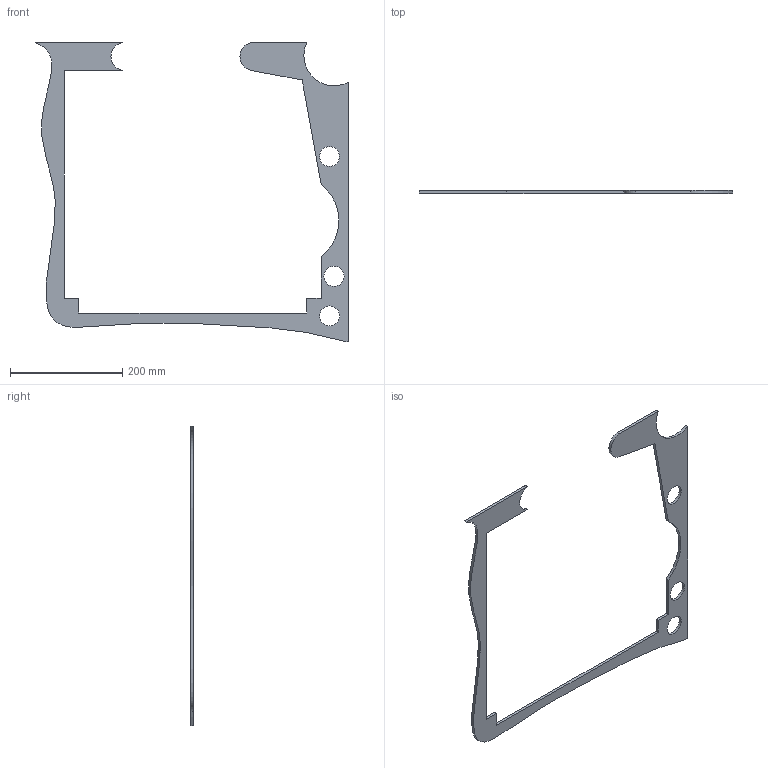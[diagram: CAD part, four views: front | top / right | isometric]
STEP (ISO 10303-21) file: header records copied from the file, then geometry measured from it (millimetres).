
FILE_DESCRIPTION(('produced by SPATIAL CORP'),'2;1');
FILE_NAME( 'moved_part_ark_1.prt.hh.sat.stp','2002-04-19T13:17:56+00:00',( 'SPATIAL CORP'),('SPATIAL CORP'),'ACIS STEP Husk', 'http://www.spatial.com','SPATIAL CORP');
FILE_SCHEMA(('CONFIG_CONTROL_DESIGN'));
Length unit declared in the file: millimetre
Products named in the file (1): PRODUCT_ID_1
Bounding box: 558.8 x 5.08 x 533.4 mm (x, y, z)
Volume: 288443.2 mm3; surface area: 132998.5 mm2
Topology: 1 solids, 1 shells, 28 faces, 78 edges, 52 vertices
Faces by surface type: plane 16, cylinder 11, bspline 1
Entity records: 1546 total; most frequent: CARTESIAN_POINT 713, ORIENTED_EDGE 156, DIRECTION 152, EDGE_CURVE 78, VECTOR 54, LINE 54, VERTEX_POINT 52, AXIS2_PLACEMENT_3D 49
